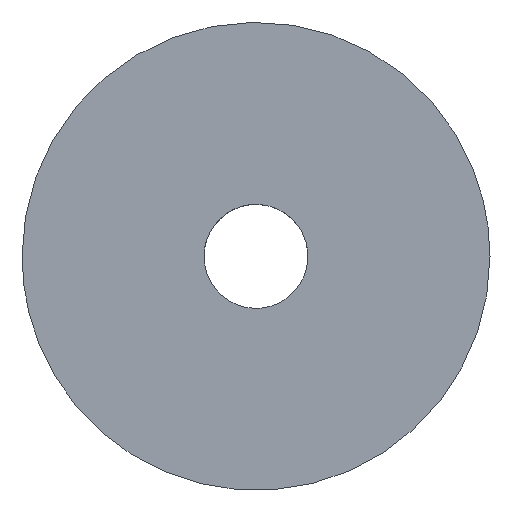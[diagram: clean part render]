
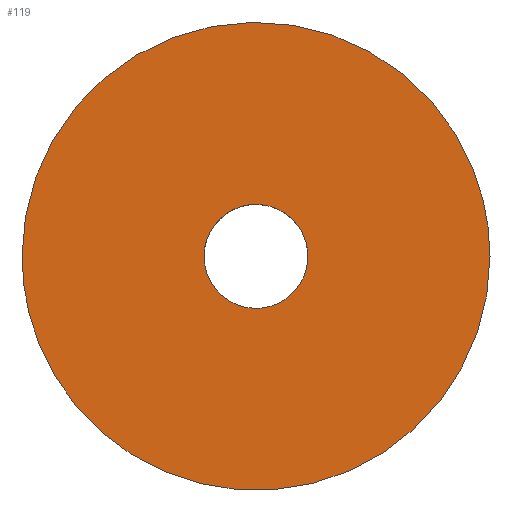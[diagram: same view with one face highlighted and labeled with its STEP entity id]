
A CAD part, top view. The second image highlights one B-rep face of the part: STEP entity #119.
In plain terms, the highlighted planar face has unit normal (0, 0, 1).
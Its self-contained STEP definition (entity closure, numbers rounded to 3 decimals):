
#119=ADVANCED_FACE('',(#206,#207),#205,.F.);
#205=PLANE('',#379);
#206=FACE_OUTER_BOUND('',#380,.T.);
#207=FACE_BOUND('',#381,.T.);
#376=CARTESIAN_POINT('',(10.8,-11.343,11.));
#377=DIRECTION('',(0.,0.,-1.));
#378=DIRECTION('',(-1.,0.,0.));
#379=AXIS2_PLACEMENT_3D('',#376,#377,#378);
#380=EDGE_LOOP('',(#536,#537,#538,#539,#540));
#381=EDGE_LOOP('',(#541,#542,#543));
#536=ORIENTED_EDGE('',*,*,#640,.F.);
#537=ORIENTED_EDGE('',*,*,#641,.F.);
#538=ORIENTED_EDGE('',*,*,#642,.F.);
#539=ORIENTED_EDGE('',*,*,#643,.F.);
#540=ORIENTED_EDGE('',*,*,#644,.F.);
#541=ORIENTED_EDGE('',*,*,#645,.T.);
#542=ORIENTED_EDGE('',*,*,#646,.T.);
#543=ORIENTED_EDGE('',*,*,#647,.T.);
#640=EDGE_CURVE('',#828,#829,#830,.T.);
#641=EDGE_CURVE('',#836,#828,#837,.T.);
#642=EDGE_CURVE('',#843,#836,#844,.T.);
#643=EDGE_CURVE('',#850,#843,#851,.T.);
#644=EDGE_CURVE('',#829,#850,#857,.T.);
#645=EDGE_CURVE('',#863,#864,#865,.T.);
#646=EDGE_CURVE('',#864,#871,#872,.T.);
#647=EDGE_CURVE('',#871,#863,#878,.T.);
#828=VERTEX_POINT('',#1182);
#829=VERTEX_POINT('',#1183);
#830=CIRCLE('',#1187,9.);
#836=VERTEX_POINT('',#1188);
#837=CIRCLE('',#1192,9.);
#843=VERTEX_POINT('',#1193);
#844=CIRCLE('',#1197,9.);
#850=VERTEX_POINT('',#1198);
#851=CIRCLE('',#1202,9.);
#857=CIRCLE('',#1206,9.);
#863=VERTEX_POINT('',#1207);
#864=VERTEX_POINT('',#1208);
#865=CIRCLE('',#1212,2.);
#871=VERTEX_POINT('',#1213);
#872=CIRCLE('',#1217,2.);
#878=CIRCLE('',#1221,2.);
#1182=CARTESIAN_POINT('',(-8.369,-3.311,11.));
#1183=CARTESIAN_POINT('',(-9.,0.,11.));
#1184=CARTESIAN_POINT('',(0.,0.,11.));
#1185=DIRECTION('',(0.,0.,-1.));
#1186=DIRECTION('',(0.93,0.368,0.));
#1187=AXIS2_PLACEMENT_3D('',#1184,#1185,#1186);
#1188=CARTESIAN_POINT('',(0.706,-8.972,11.));
#1189=CARTESIAN_POINT('',(0.,0.,11.));
#1190=DIRECTION('',(0.,0.,-1.));
#1191=DIRECTION('',(-0.078,0.997,0.));
#1192=AXIS2_PLACEMENT_3D('',#1189,#1190,#1191);
#1193=CARTESIAN_POINT('',(9.,0.,11.));
#1194=CARTESIAN_POINT('',(0.,0.,11.));
#1195=DIRECTION('',(0.,0.,-1.));
#1196=DIRECTION('',(-1.,0.,0.));
#1197=AXIS2_PLACEMENT_3D('',#1194,#1195,#1196);
#1198=CARTESIAN_POINT('',(8.369,3.311,11.));
#1199=CARTESIAN_POINT('',(0.,0.,11.));
#1200=DIRECTION('',(0.,0.,-1.));
#1201=DIRECTION('',(1.,0.,0.));
#1202=AXIS2_PLACEMENT_3D('',#1199,#1200,#1201);
#1203=CARTESIAN_POINT('',(0.,0.,11.));
#1204=DIRECTION('',(0.,0.,-1.));
#1205=DIRECTION('',(1.,0.,0.));
#1206=AXIS2_PLACEMENT_3D('',#1203,#1204,#1205);
#1207=CARTESIAN_POINT('',(-2.,0.,11.));
#1208=CARTESIAN_POINT('',(-0.236,1.986,11.));
#1209=CARTESIAN_POINT('',(0.,0.,11.));
#1210=DIRECTION('',(0.,0.,-1.));
#1211=DIRECTION('',(-1.,0.,0.));
#1212=AXIS2_PLACEMENT_3D('',#1209,#1210,#1211);
#1213=CARTESIAN_POINT('',(0.236,-1.986,11.));
#1214=CARTESIAN_POINT('',(0.,0.,11.));
#1215=DIRECTION('',(0.,0.,-1.));
#1216=DIRECTION('',(-1.,0.,0.));
#1217=AXIS2_PLACEMENT_3D('',#1214,#1215,#1216);
#1218=CARTESIAN_POINT('',(0.,0.,11.));
#1219=DIRECTION('',(0.,0.,-1.));
#1220=DIRECTION('',(-1.,0.,0.));
#1221=AXIS2_PLACEMENT_3D('',#1218,#1219,#1220);
